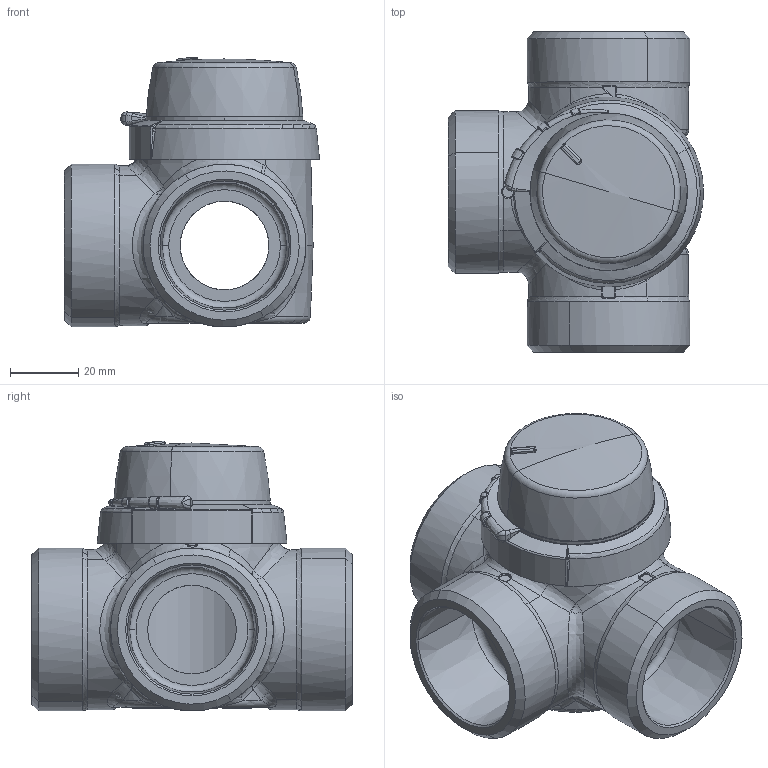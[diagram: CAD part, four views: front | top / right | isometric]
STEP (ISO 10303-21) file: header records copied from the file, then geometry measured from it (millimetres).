
FILE_DESCRIPTION(('CATIA V5 STEP Exchange'),'2;1');
FILE_NAME('7053s2.stp','2008-06-12T10:38:39+00:00',('none'),('none'),'CATIA Version 5 Release 16 (IN-10)','CATIA V5 STEP AP214','none');
FILE_SCHEMA(('AUTOMOTIVE_DESIGN { 1 0 10303 214 1 1 1 1 }'));
Length unit declared in the file: millimetre
Products named in the file (5): VRG X32 DN32; 7003-02; 7036-01; 7040-01; 7039-01
Assembly tree (4 placements, depth 2):
  VRG X32 DN32
    7003-02
    7036-01
    7040-01
    7039-01
Bounding box: 74.88 x 94 x 79.22 mm (x, y, z)
Volume: 107520.5 mm3; surface area: 63080.8 mm2
Topology: 5 solids, 5 shells, 958 faces, 2533 edges, 1607 vertices
Faces by surface type: plane 353, cylinder 248, bspline 178, cone 86, torus 50, revolution 18, sphere 15, extrusion 10
Entity records: 40216 total; most frequent: CARTESIAN_POINT 19662, ORIENTED_EDGE 5034, DIRECTION 2812, EDGE_CURVE 2476, VERTEX_POINT 1576, AXIS2_PLACEMENT_3D 1147, VECTOR 1132, LINE 1122
